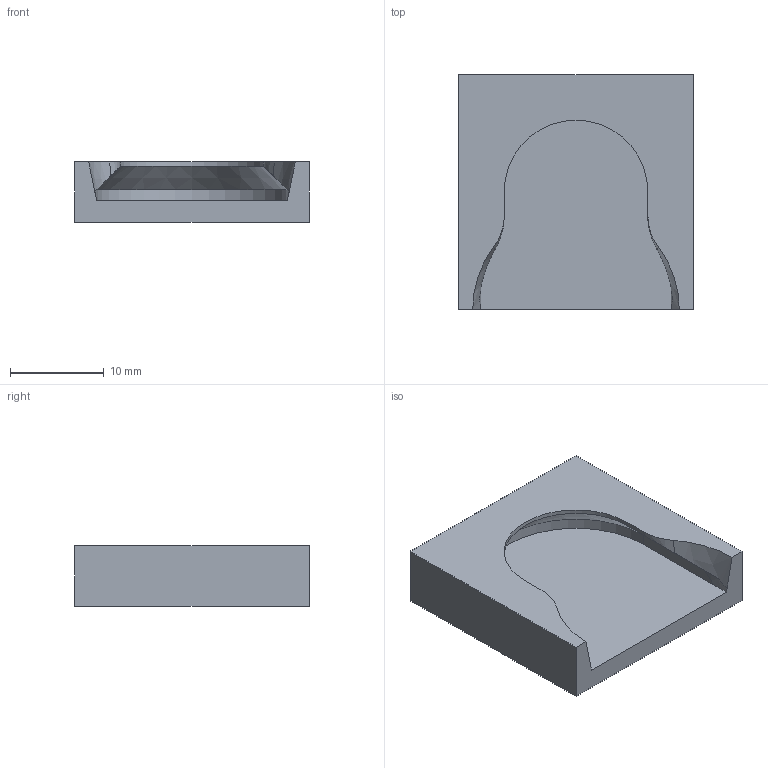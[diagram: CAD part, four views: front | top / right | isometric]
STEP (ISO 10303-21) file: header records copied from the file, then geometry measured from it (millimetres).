
FILE_DESCRIPTION(('HOOPS Exchange Step'),'2;1');
FILE_NAME('temp_export','2024-09-15T21:34:41+02:00',('ddanier'),('Shapr3D Limited'),'HOOPS Exchange 2024.2','Shapr3D','Authorized');
FILE_SCHEMA( ('AP242_MANAGED_MODEL_BASED_3D_ENGINEERING_MIM_LF {1 0 10303 442 1 1 4 }') );
Length unit declared in the file: millimetre
Products named in the file (1): Quick Connect Top Back
Bounding box: 25 x 25 x 6.4 mm (x, y, z)
Volume: 2448.2 mm3; surface area: 2166.2 mm2
Topology: 1 solids, 1 shells, 22 faces, 56 edges, 36 vertices
Faces by surface type: plane 13, bspline 4, cone 3, cylinder 2
Entity records: 1102 total; most frequent: CARTESIAN_POINT 568, ORIENTED_EDGE 112, DIRECTION 90, EDGE_CURVE 56, VERTEX_POINT 36, AXIS2_PLACEMENT_3D 30, VECTOR 30, LINE 30
